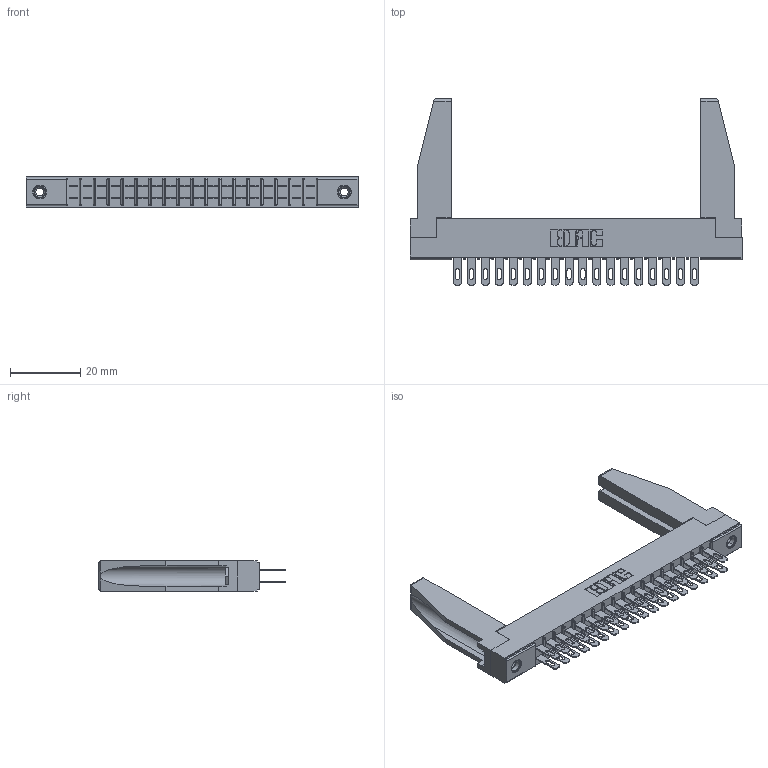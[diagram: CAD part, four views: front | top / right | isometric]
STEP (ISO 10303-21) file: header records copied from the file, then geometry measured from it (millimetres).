
FILE_DESCRIPTION (( 'STEP AP203' ), '1' );
FILE_NAME ('305-036-500-578.STEP', '2019-09-09T17:36:09', ( '' ), ( '' ), 'SwSTEP 2.0', 'SolidWorks 2016', '' );
FILE_SCHEMA (( 'CONFIG_CONTROL_DESIGN' ));
Length unit declared in the file: inch
Products named in the file (5): 305-036-500-578; 307-220-078; 345-250-001_345-250-001-102; 305-290-001_500; 305 Part_.156 Dia
Assembly tree (41 placements, depth 2):
  305-036-500-578
    305 Part_.156 Dia
    305-290-001_500  x36
    345-250-001_345-250-001-102  x2
    307-220-078  x2
Bounding box: 94.34 x 52.88 x 8.71 mm (x, y, z)
Volume: 9773.3 mm3; surface area: 15706.3 mm2
Topology: 41 solids, 41 shells, 2046 faces, 5812 edges, 3768 vertices
Faces by surface type: plane 1160, cylinder 798, sphere 72, cone 12, torus 4
Entity records: 24872 total; most frequent: CARTESIAN_POINT 4122, ORIENTED_EDGE 4046, DIRECTION 3967, EDGE_CURVE 2023, VECTOR 1605, LINE 1605, VERTEX_POINT 1294, AXIS2_PLACEMENT_3D 1181
